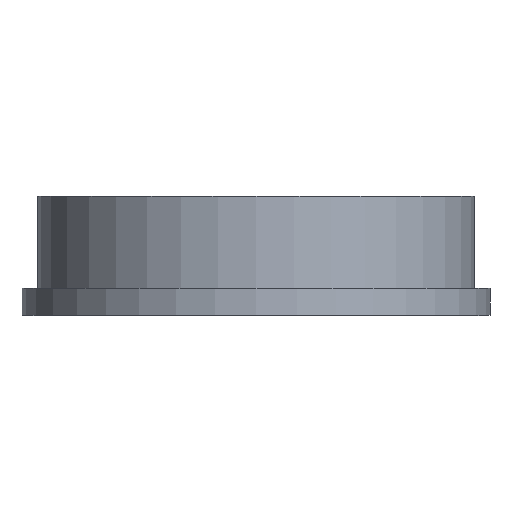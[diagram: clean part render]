
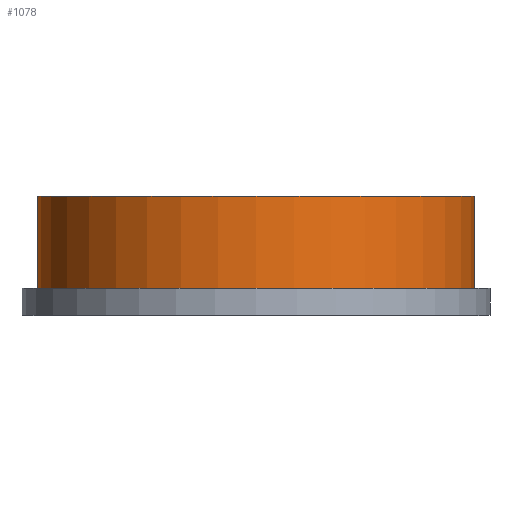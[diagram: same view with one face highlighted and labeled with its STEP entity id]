
A CAD part, top view. The second image highlights one B-rep face of the part: STEP entity #1078.
In plain terms, the highlighted cylindrical face has radius 27.5 mm (diameter 55 mm), a full revolution.
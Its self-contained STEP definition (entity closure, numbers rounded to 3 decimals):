
#115=FACE_OUTER_BOUND('',#191,.T.);
#191=EDGE_LOOP('',(#983,#984,#985,#986));
#254=CIRCLE('',#1179,27.5);
#259=CIRCLE('',#1216,27.5);
#346=LINE('',#1861,#433);
#433=VECTOR('',#1552,27.5);
#524=VERTEX_POINT('',#1795);
#529=VERTEX_POINT('',#1859);
#654=EDGE_CURVE('',#524,#524,#254,.T.);
#681=EDGE_CURVE('',#529,#529,#259,.T.);
#682=EDGE_CURVE('',#529,#524,#346,.T.);
#983=ORIENTED_EDGE('',*,*,#681,.F.);
#984=ORIENTED_EDGE('',*,*,#682,.T.);
#985=ORIENTED_EDGE('',*,*,#654,.T.);
#986=ORIENTED_EDGE('',*,*,#682,.F.);
#1021=CYLINDRICAL_SURFACE('',#1215,27.5);
#1078=ADVANCED_FACE('',(#115),#1021,.T.);
#1179=AXIS2_PLACEMENT_3D('',#1796,#1454,#1455);
#1215=AXIS2_PLACEMENT_3D('',#1858,#1548,#1549);
#1216=AXIS2_PLACEMENT_3D('',#1860,#1550,#1551);
#1454=DIRECTION('center_axis',(0.,1.,0.));
#1455=DIRECTION('ref_axis',(1.,0.,0.));
#1548=DIRECTION('center_axis',(0.,1.,0.));
#1549=DIRECTION('ref_axis',(1.,0.,0.));
#1550=DIRECTION('center_axis',(0.,1.,0.));
#1551=DIRECTION('ref_axis',(1.,0.,0.));
#1552=DIRECTION('',(0.,-1.,0.));
#1795=CARTESIAN_POINT('',(-27.5,3.4,0.));
#1796=CARTESIAN_POINT('Origin',(0.,3.4,0.));
#1858=CARTESIAN_POINT('Origin',(0.,0.,0.));
#1859=CARTESIAN_POINT('',(-27.5,15.,0.));
#1860=CARTESIAN_POINT('Origin',(0.,15.,0.));
#1861=CARTESIAN_POINT('',(-27.5,0.,0.));
